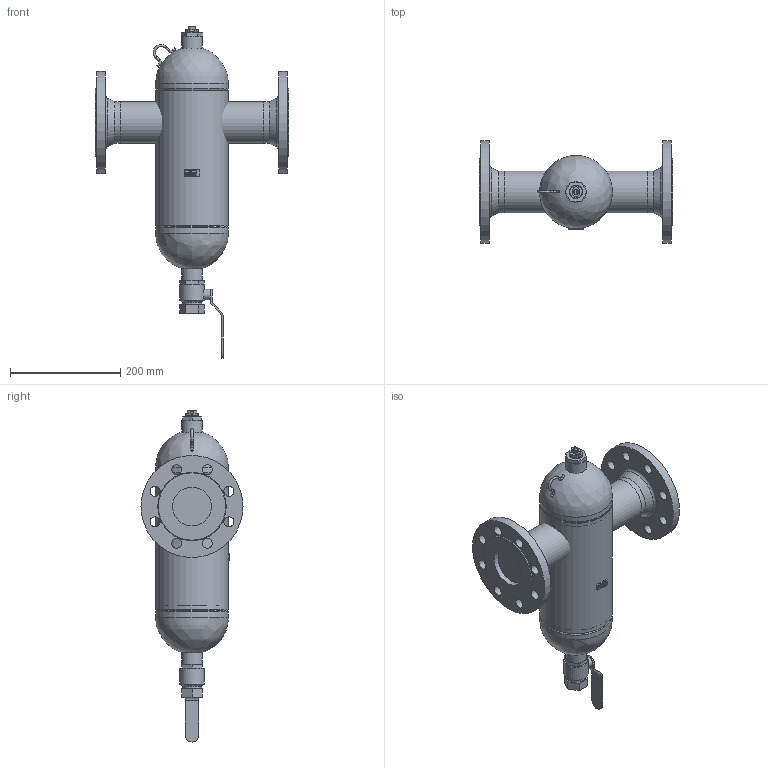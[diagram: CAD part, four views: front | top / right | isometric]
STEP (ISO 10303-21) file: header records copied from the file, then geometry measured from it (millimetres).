
FILE_DESCRIPTION(/* description */ (''),/* implementation_level */ '2;1');
FILE_NAME(/* name */ '3d_ExdirtD65-8252318.stp',/* time_stamp */ '2024-04-23T10:37:46+02:00',/* author */ ('Andrzej'),/* organization */ (''),/* preprocessor_version */ 'ST-DEVELOPER v16.13',/* originating_system */ 'AutoCAD Mechanical',/* authorisation */ '');
FILE_SCHEMA (('AUTOMOTIVE_DESIGN { 1 0 10303 214 3 1 1 }'));
Length unit declared in the file: millimetre
Products named in the file (1): Product
Bounding box: 350 x 185 x 602 mm (x, y, z)
Volume: 7494059.8 mm3; surface area: 478529.5 mm2
Topology: 17 solids, 17 shells, 312 faces, 769 edges, 507 vertices
Faces by surface type: plane 176, cylinder 122, cone 7, torus 5, bspline 2
Full cylindrical faces by diameter (mm): 4 x4, 10 x1, 18 x16, 19.5 x1, 23.7 x1, 33.7 x1, 35 x1, 38 x2, 44 x1, 70.3 x2, 76.1 x3, 129.4 x2, 132 x3, 185 x2
Entity records: 9281 total; most frequent: CARTESIAN_POINT 1690, DIRECTION 1614, ORIENTED_EDGE 1456, EDGE_CURVE 728, AXIS2_PLACEMENT_3D 578, VERTEX_POINT 503, LINE 458, VECTOR 458
